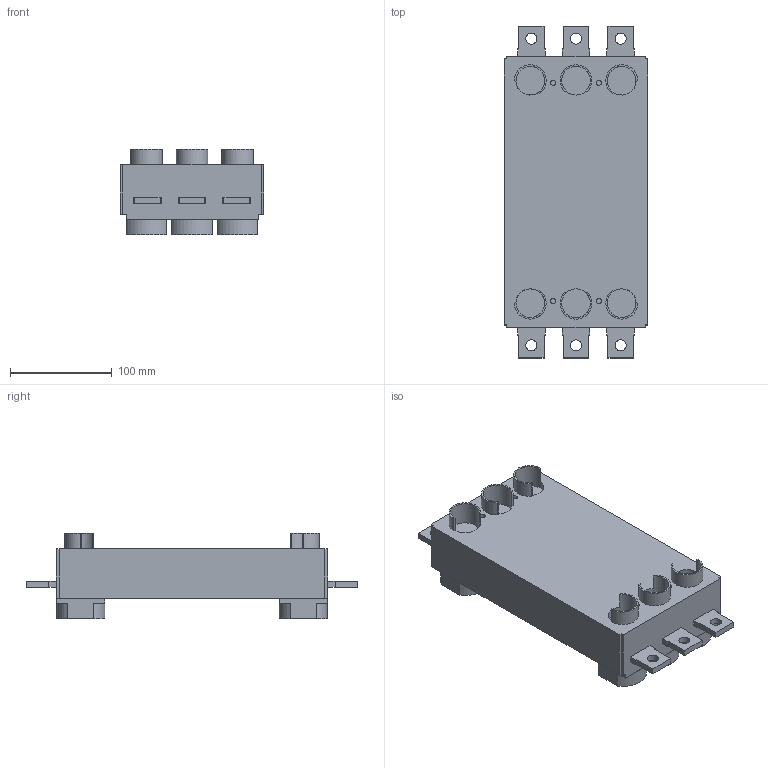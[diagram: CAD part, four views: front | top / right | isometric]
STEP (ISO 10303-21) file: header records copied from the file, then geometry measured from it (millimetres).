
FILE_DESCRIPTION (( 'STEP AP214' ), '1' );
FILE_NAME ('ﾏﾌ1ﾏ-37.STEP', '2018-06-13T11:38:05', ( 'AutoBVT' ), ( 'Microsoft' ), 'SwSTEP 2.0', 'SolidWorks 2014', '' );
FILE_SCHEMA (( 'AUTOMOTIVE_DESIGN' ));
Length unit declared in the file: millimetre
Products named in the file (1): ﾏﾌ1ﾏ-37
Bounding box: 141 x 327 x 83.9 mm (x, y, z)
Volume: 2050252 mm3; surface area: 162709.9 mm2
Topology: 1 solids, 1 shells, 162 faces, 430 edges, 286 vertices
Faces by surface type: plane 128, cylinder 34
Full cylindrical faces by diameter (mm): 5 x4, 11 x6, 28.3 x6
Entity records: 4886 total; most frequent: CARTESIAN_POINT 843, DIRECTION 810, ORIENTED_EDGE 808, EDGE_CURVE 404, VECTOR 324, LINE 324, VERTEX_POINT 276, AXIS2_PLACEMENT_3D 243
